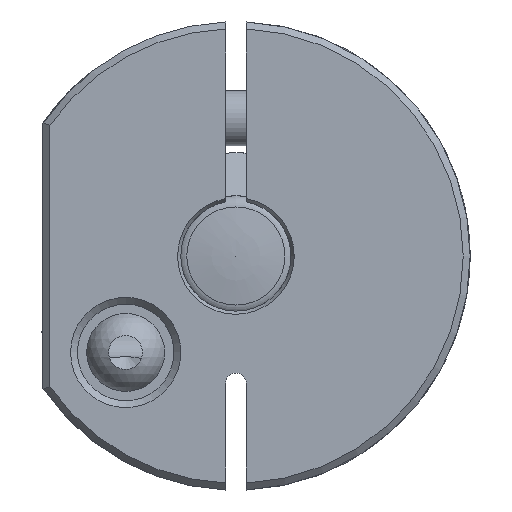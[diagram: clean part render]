
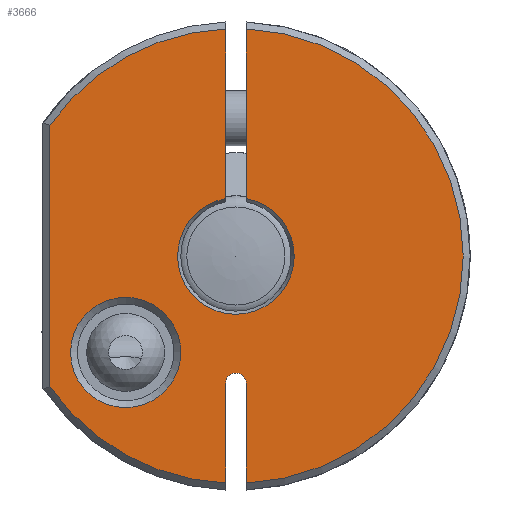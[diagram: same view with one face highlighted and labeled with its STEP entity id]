
A CAD part, left-side view. The second image highlights one B-rep face of the part: STEP entity #3666.
In plain terms, the highlighted planar face has unit normal (-1, 0, 0).
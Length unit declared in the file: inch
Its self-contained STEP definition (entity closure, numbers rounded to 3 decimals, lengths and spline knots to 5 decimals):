
#212=FACE_BOUND('',#1107,.T.);
#295=PLANE('',#4001);
#439=LINE('',#6137,#657);
#459=LINE('',#6250,#677);
#461=LINE('',#6254,#679);
#463=LINE('',#6269,#681);
#464=LINE('',#6270,#682);
#657=VECTOR('',#4648,0.3937);
#677=VECTOR('',#4734,0.3937);
#679=VECTOR('',#4738,0.3937);
#681=VECTOR('',#4756,0.3937);
#682=VECTOR('',#4757,0.3937);
#909=FACE_OUTER_BOUND('',#1106,.T.);
#1106=EDGE_LOOP('',(#2845,#2846,#2847,#2848,#2849,#2850,#2851,#2852,#2853,
#2854));
#1107=EDGE_LOOP('',(#2855));
#1295=CIRCLE('',#3970,1.29921);
#1296=CIRCLE('',#3972,1.29921);
#1298=CIRCLE('',#3975,1.29921);
#1306=CIRCLE('',#3996,0.05906);
#1310=CIRCLE('',#4002,0.33314);
#1311=CIRCLE('',#4003,0.31496);
#1578=VERTEX_POINT('',#6132);
#1579=VERTEX_POINT('',#6136);
#1588=VERTEX_POINT('',#6164);
#1589=VERTEX_POINT('',#6170);
#1590=VERTEX_POINT('',#6174);
#1591=VERTEX_POINT('',#6180);
#1607=VERTEX_POINT('',#6248);
#1608=VERTEX_POINT('',#6252);
#1612=VERTEX_POINT('',#6266);
#1613=VERTEX_POINT('',#6267);
#1614=VERTEX_POINT('',#6271);
#2016=EDGE_CURVE('',#1578,#1579,#439,.T.);
#2030=EDGE_CURVE('',#1588,#1578,#1295,.T.);
#2033=EDGE_CURVE('',#1590,#1589,#1296,.T.);
#2036=EDGE_CURVE('',#1579,#1591,#1298,.T.);
#2064=EDGE_CURVE('',#1607,#1589,#459,.T.);
#2066=EDGE_CURVE('',#1588,#1608,#461,.T.);
#2067=EDGE_CURVE('',#1607,#1608,#1306,.T.);
#2072=EDGE_CURVE('',#1612,#1613,#1310,.T.);
#2073=EDGE_CURVE('',#1612,#1591,#463,.T.);
#2074=EDGE_CURVE('',#1590,#1613,#464,.T.);
#2075=EDGE_CURVE('',#1614,#1614,#1311,.T.);
#2845=ORIENTED_EDGE('',*,*,#2072,.F.);
#2846=ORIENTED_EDGE('',*,*,#2073,.T.);
#2847=ORIENTED_EDGE('',*,*,#2036,.F.);
#2848=ORIENTED_EDGE('',*,*,#2016,.F.);
#2849=ORIENTED_EDGE('',*,*,#2030,.F.);
#2850=ORIENTED_EDGE('',*,*,#2066,.T.);
#2851=ORIENTED_EDGE('',*,*,#2067,.F.);
#2852=ORIENTED_EDGE('',*,*,#2064,.T.);
#2853=ORIENTED_EDGE('',*,*,#2033,.F.);
#2854=ORIENTED_EDGE('',*,*,#2074,.T.);
#2855=ORIENTED_EDGE('',*,*,#2075,.F.);
#3666=ADVANCED_FACE('',(#909,#212),#295,.T.);
#3970=AXIS2_PLACEMENT_3D('',#6168,#4673,#4674);
#3972=AXIS2_PLACEMENT_3D('',#6178,#4677,#4678);
#3975=AXIS2_PLACEMENT_3D('',#6186,#4683,#4684);
#3996=AXIS2_PLACEMENT_3D('',#6256,#4741,#4742);
#4001=AXIS2_PLACEMENT_3D('',#6265,#4752,#4753);
#4002=AXIS2_PLACEMENT_3D('',#6268,#4754,#4755);
#4003=AXIS2_PLACEMENT_3D('',#6272,#4758,#4759);
#4648=DIRECTION('',(0.,0.,1.));
#4673=DIRECTION('center_axis',(1.,0.,0.));
#4674=DIRECTION('ref_axis',(0.,-1.,0.));
#4677=DIRECTION('center_axis',(1.,0.,0.));
#4678=DIRECTION('ref_axis',(0.,-1.,0.));
#4683=DIRECTION('center_axis',(1.,0.,0.));
#4684=DIRECTION('ref_axis',(0.,-1.,0.));
#4734=DIRECTION('',(0.,0.,-1.));
#4738=DIRECTION('',(0.,0.,1.));
#4741=DIRECTION('center_axis',(-1.,0.,0.));
#4742=DIRECTION('ref_axis',(0.,-0.707,0.707));
#4752=DIRECTION('center_axis',(-1.,0.,0.));
#4753=DIRECTION('ref_axis',(0.,0.,1.));
#4754=DIRECTION('center_axis',(-1.,0.,0.));
#4755=DIRECTION('ref_axis',(0.,0.,-1.));
#4756=DIRECTION('',(0.,0.,1.));
#4757=DIRECTION('',(0.,0.,-1.));
#4758=DIRECTION('center_axis',(-1.,0.,0.));
#4759=DIRECTION('ref_axis',(0.,0.,-1.));
#6132=CARTESIAN_POINT('',(-1.65354,1.06299,-0.74699));
#6136=CARTESIAN_POINT('',(-1.65354,1.06299,0.74699));
#6137=CARTESIAN_POINT('',(-1.65354,1.06299,0.));
#6164=CARTESIAN_POINT('',(-1.65354,0.05906,-1.29787));
#6168=CARTESIAN_POINT('Origin',(-1.65354,0.,0.));
#6170=CARTESIAN_POINT('',(-1.65354,-0.05906,-1.29787));
#6174=CARTESIAN_POINT('',(-1.65354,-0.05906,1.29787));
#6178=CARTESIAN_POINT('Origin',(-1.65354,0.,0.));
#6180=CARTESIAN_POINT('',(-1.65354,0.05906,1.29787));
#6186=CARTESIAN_POINT('Origin',(-1.65354,0.,0.));
#6248=CARTESIAN_POINT('',(-1.65354,-0.05906,-0.72835));
#6250=CARTESIAN_POINT('',(-1.65354,-0.05906,-0.59989));
#6252=CARTESIAN_POINT('',(-1.65354,0.05906,-0.72835));
#6254=CARTESIAN_POINT('',(-1.65354,0.05906,-0.59989));
#6256=CARTESIAN_POINT('Origin',(-1.65354,0.,-0.72835));
#6265=CARTESIAN_POINT('Origin',(-1.65354,0.66929,0.));
#6266=CARTESIAN_POINT('',(-1.65354,0.05906,0.32787));
#6267=CARTESIAN_POINT('',(-1.65354,-0.05906,0.32787));
#6268=CARTESIAN_POINT('Origin',(-1.65354,0.,0.));
#6269=CARTESIAN_POINT('',(-1.65354,0.05906,0.43446));
#6270=CARTESIAN_POINT('',(-1.65354,-0.05906,0.43446));
#6271=CARTESIAN_POINT('',(-1.65354,0.62992,-0.23622));
#6272=CARTESIAN_POINT('Origin',(-1.65354,0.62992,-0.55118));
